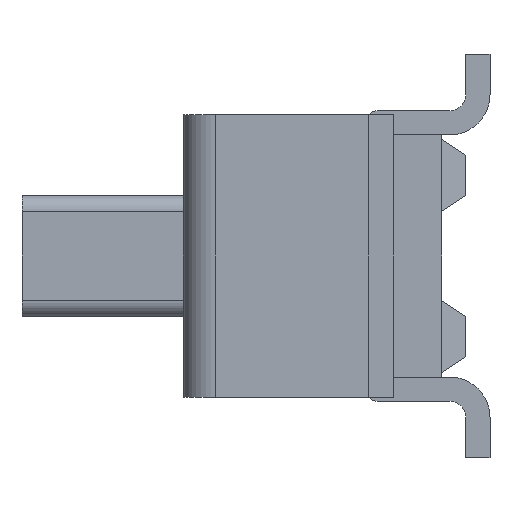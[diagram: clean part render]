
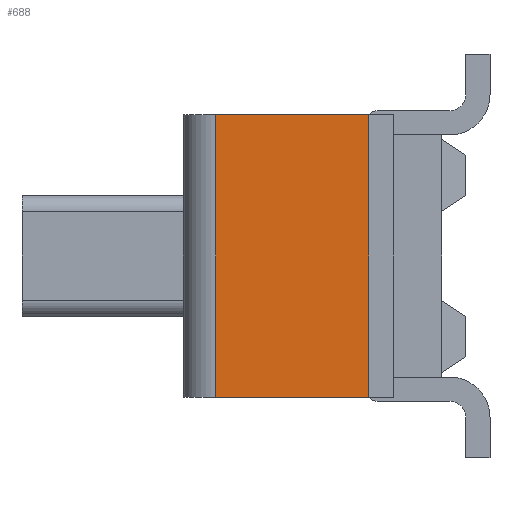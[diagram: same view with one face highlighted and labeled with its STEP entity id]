
A CAD part, left-side view. The second image highlights one B-rep face of the part: STEP entity #688.
In plain terms, the highlighted planar face has unit normal (-1, 0, 0).
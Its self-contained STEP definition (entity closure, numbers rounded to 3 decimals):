
#189 = DIRECTION ( 'NONE',  ( 0., 1., 0. ) ) ;
#255 = VECTOR ( 'NONE', #3270, 1000. ) ;
#271 = CARTESIAN_POINT ( 'NONE',  ( -4.25, 3.097, -1.75 ) ) ;
#313 = ORIENTED_EDGE ( 'NONE', *, *, #4223, .T. ) ;
#342 = AXIS2_PLACEMENT_3D ( 'NONE', #4878, #4808, #189 ) ;
#688 = ADVANCED_FACE ( 'NONE', ( #5302 ), #3055, .F. ) ;
#904 = CARTESIAN_POINT ( 'NONE',  ( -4.25, 1.2, 1.75 ) ) ;
#1165 = CARTESIAN_POINT ( 'NONE',  ( -4.25, 1.2, -1.75 ) ) ;
#1345 = LINE ( 'NONE', #2954, #255 ) ;
#1429 = CARTESIAN_POINT ( 'NONE',  ( -4.25, 3.097, -2.5 ) ) ;
#1630 = CARTESIAN_POINT ( 'NONE',  ( -4.25, 2.408, -1.75 ) ) ;
#1646 = ORIENTED_EDGE ( 'NONE', *, *, #5097, .T. ) ;
#1697 = ORIENTED_EDGE ( 'NONE', *, *, #6011, .F. ) ;
#1974 = VECTOR ( 'NONE', #4556, 1000. ) ;
#2206 = VECTOR ( 'NONE', #4508, 1000. ) ;
#2293 = DIRECTION ( 'NONE',  ( 0., 0., 1. ) ) ;
#2619 = VERTEX_POINT ( 'NONE', #1165 ) ;
#2720 = EDGE_LOOP ( 'NONE', ( #313, #1697, #1646, #2953 ) ) ;
#2844 = VERTEX_POINT ( 'NONE', #271 ) ;
#2953 = ORIENTED_EDGE ( 'NONE', *, *, #4776, .T. ) ;
#2954 = CARTESIAN_POINT ( 'NONE',  ( -4.25, 1.2, 1.75 ) ) ;
#3016 = CARTESIAN_POINT ( 'NONE',  ( -4.25, 1.2, 1.75 ) ) ;
#3055 = PLANE ( 'NONE',  #342 ) ;
#3270 = DIRECTION ( 'NONE',  ( 0., 0., 1. ) ) ;
#3593 = VERTEX_POINT ( 'NONE', #904 ) ;
#3863 = VECTOR ( 'NONE', #2293, 1000. ) ;
#4223 = EDGE_CURVE ( 'NONE', #3593, #5274, #5353, .T. ) ;
#4508 = DIRECTION ( 'NONE',  ( 0., 1., 0. ) ) ;
#4556 = DIRECTION ( 'NONE',  ( 0., -1., 0. ) ) ;
#4776 = EDGE_CURVE ( 'NONE', #2619, #3593, #1345, .T. ) ;
#4808 = DIRECTION ( 'NONE',  ( 1., 0., 0. ) ) ;
#4878 = CARTESIAN_POINT ( 'NONE',  ( -4.25, 12.692, -0.85 ) ) ;
#4928 = LINE ( 'NONE', #1630, #1974 ) ;
#5097 = EDGE_CURVE ( 'NONE', #2844, #2619, #4928, .T. ) ;
#5274 = VERTEX_POINT ( 'NONE', #5291 ) ;
#5291 = CARTESIAN_POINT ( 'NONE',  ( -4.25, 3.097, 1.75 ) ) ;
#5302 = FACE_OUTER_BOUND ( 'NONE', #2720, .T. ) ;
#5353 = LINE ( 'NONE', #3016, #2206 ) ;
#5662 = LINE ( 'NONE', #1429, #3863 ) ;
#6011 = EDGE_CURVE ( 'NONE', #2844, #5274, #5662, .T. ) ;
